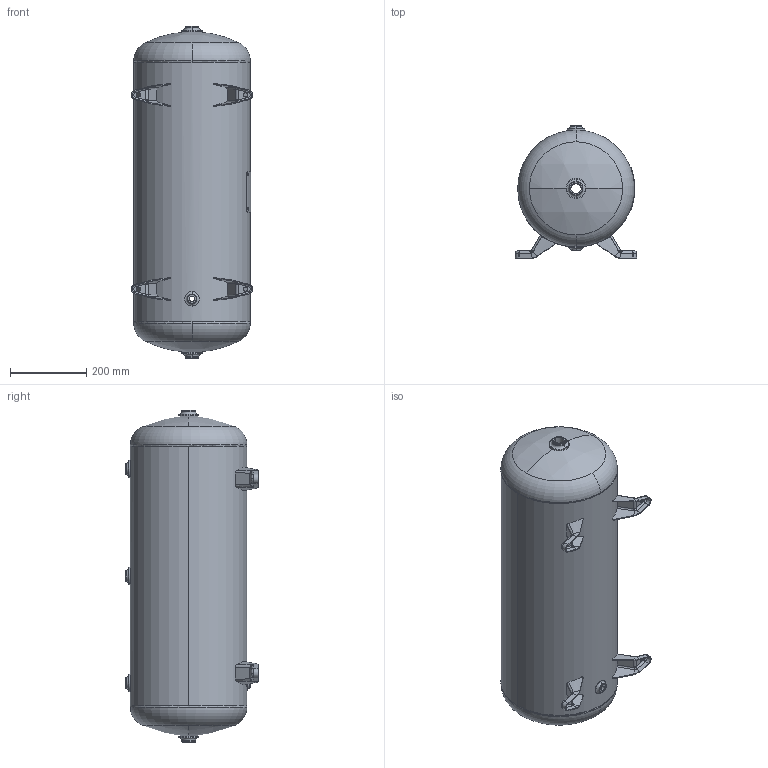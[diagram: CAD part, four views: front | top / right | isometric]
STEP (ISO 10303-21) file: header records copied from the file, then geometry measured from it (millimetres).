
FILE_DESCRIPTION (( 'STEP AP203' ), '1' );
FILE_NAME ('302463.STEP', '2012-03-06T17:19:04', ( '' ), ( '' ), 'SwSTEP 2.0', 'SolidWorks 2011', '' );
FILE_SCHEMA (( 'CONFIG_CONTROL_DESIGN' ));
Length unit declared in the file: inch
Products named in the file (1): 302463
Bounding box: 317.5 x 346.29 x 868.38 mm (x, y, z)
Surface area: 970596.5 mm2 (no closed solid volume)
Topology: 0 solids, 18 shells, 339 faces, 858 edges, 532 vertices
Faces by surface type: cylinder 100, bspline 84, plane 79, torus 72, sphere 4
Full cylindrical faces by diameter (mm): 304.8 x1
Entity records: 15844 total; most frequent: CARTESIAN_POINT 8454, ORIENTED_EDGE 1624, DIRECTION 1346, EDGE_CURVE 850, AXIS2_PLACEMENT_3D 572, VERTEX_POINT 532, EDGE_LOOP 366, FACE_OUTER_BOUND 339
